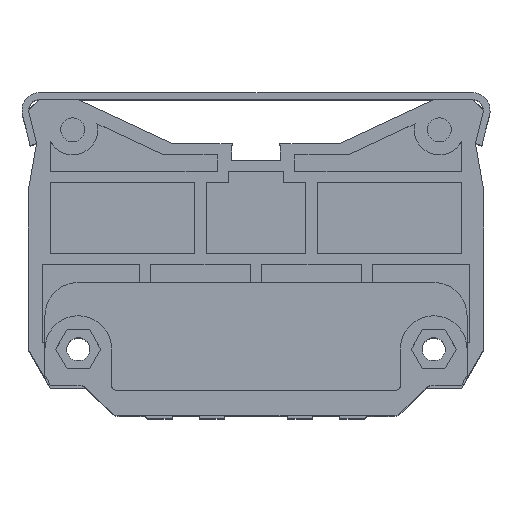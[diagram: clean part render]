
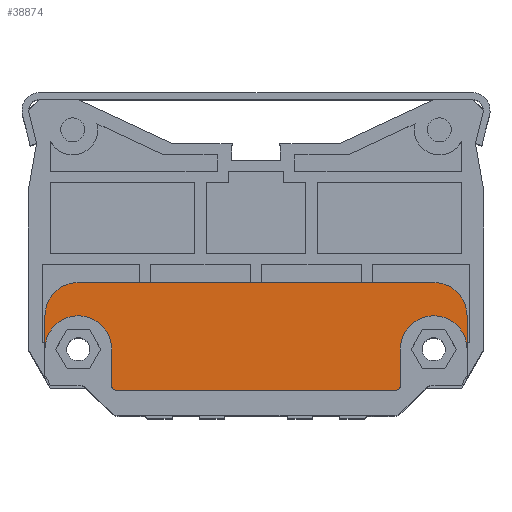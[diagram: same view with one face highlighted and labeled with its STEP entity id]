
A CAD part, top view. The second image highlights one B-rep face of the part: STEP entity #38874.
In plain terms, the highlighted planar face has unit normal (0, 0, 1).
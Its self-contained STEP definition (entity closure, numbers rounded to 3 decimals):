
#37489=DIRECTION('',(0.,-1.,0.));
#37490=VECTOR('',#37489,6.);
#37491=CARTESIAN_POINT('',(-38.001,41.22,23.5));
#37492=LINE('',#37491,#37490);
#37560=DIRECTION('',(0.,1.,0.));
#37561=VECTOR('',#37560,6.);
#37562=CARTESIAN_POINT('',(37.999,35.22,23.5));
#37563=LINE('',#37562,#37561);
#37773=CARTESIAN_POINT('',(-25.001,28.72,23.5));
#37774=DIRECTION('',(0.,0.,1.));
#37775=DIRECTION('',(-1.,0.,0.));
#37776=AXIS2_PLACEMENT_3D('',#37773,#37774,#37775);
#37778=DIRECTION('',(0.,-1.,0.));
#37779=VECTOR('',#37778,6.5);
#37780=CARTESIAN_POINT('',(-26.001,35.22,23.5));
#37781=LINE('',#37780,#37779);
#37782=CARTESIAN_POINT('',(-32.001,35.22,23.5));
#37783=DIRECTION('',(0.,0.,-1.));
#37784=DIRECTION('',(-1.,0.,0.));
#37785=AXIS2_PLACEMENT_3D('',#37782,#37783,#37784);
#37787=CARTESIAN_POINT('',(31.999,35.22,23.5));
#37788=DIRECTION('',(0.,0.,-1.));
#37789=DIRECTION('',(-1.,0.,0.));
#37790=AXIS2_PLACEMENT_3D('',#37787,#37788,#37789);
#37792=DIRECTION('',(0.,1.,0.));
#37793=VECTOR('',#37792,6.5);
#37794=CARTESIAN_POINT('',(25.999,28.72,23.5));
#37795=LINE('',#37794,#37793);
#37796=CARTESIAN_POINT('',(24.999,28.72,23.5));
#37797=DIRECTION('',(0.,0.,1.));
#37798=DIRECTION('',(0.,-1.,0.));
#37799=AXIS2_PLACEMENT_3D('',#37796,#37797,#37798);
#37801=DIRECTION('',(1.,0.,0.));
#37802=VECTOR('',#37801,3.34);
#37803=CARTESIAN_POINT('',(21.659,27.72,23.5));
#37804=LINE('',#37803,#37802);
#37805=DIRECTION('',(1.,0.,0.));
#37806=VECTOR('',#37805,5.32);
#37807=CARTESIAN_POINT('',(16.339,27.72,23.5));
#37808=LINE('',#37807,#37806);
#37809=DIRECTION('',(1.,0.,0.));
#37810=VECTOR('',#37809,32.68);
#37811=CARTESIAN_POINT('',(-16.341,27.72,23.5));
#37812=LINE('',#37811,#37810);
#37813=DIRECTION('',(1.,0.,0.));
#37814=VECTOR('',#37813,5.32);
#37815=CARTESIAN_POINT('',(-21.661,27.72,23.5));
#37816=LINE('',#37815,#37814);
#37817=DIRECTION('',(1.,0.,0.));
#37818=VECTOR('',#37817,3.34);
#37819=CARTESIAN_POINT('',(-25.001,27.72,23.5));
#37820=LINE('',#37819,#37818);
#37821=CARTESIAN_POINT('',(-32.001,41.22,23.5));
#37822=DIRECTION('',(0.,0.,1.));
#37823=DIRECTION('',(0.,1.,0.));
#37824=AXIS2_PLACEMENT_3D('',#37821,#37822,#37823);
#37830=DIRECTION('',(-1.,0.,0.));
#37831=VECTOR('',#37830,64.);
#37832=CARTESIAN_POINT('',(31.999,47.22,23.5));
#37833=LINE('',#37832,#37831);
#37838=CARTESIAN_POINT('',(31.999,41.22,23.5));
#37839=DIRECTION('',(0.,0.,1.));
#37840=DIRECTION('',(1.,0.,0.));
#37841=AXIS2_PLACEMENT_3D('',#37838,#37839,#37840);
#38179=CARTESIAN_POINT('',(37.999,41.22,23.5));
#38180=CARTESIAN_POINT('',(31.999,47.22,23.5));
#38181=VERTEX_POINT('',#38179);
#38182=VERTEX_POINT('',#38180);
#38183=CARTESIAN_POINT('',(-32.001,47.22,23.5));
#38184=VERTEX_POINT('',#38183);
#38185=CARTESIAN_POINT('',(-38.001,41.22,23.5));
#38186=VERTEX_POINT('',#38185);
#38187=CARTESIAN_POINT('',(-38.001,35.22,23.5));
#38188=VERTEX_POINT('',#38187);
#38189=CARTESIAN_POINT('',(37.999,35.22,23.5));
#38190=VERTEX_POINT('',#38189);
#38191=CARTESIAN_POINT('',(25.999,35.22,23.5));
#38192=VERTEX_POINT('',#38191);
#38193=CARTESIAN_POINT('',(-26.001,35.22,23.5));
#38194=VERTEX_POINT('',#38193);
#38267=CARTESIAN_POINT('',(-21.661,27.72,23.5));
#38268=CARTESIAN_POINT('',(-16.341,27.72,23.5));
#38269=VERTEX_POINT('',#38267);
#38270=VERTEX_POINT('',#38268);
#38271=CARTESIAN_POINT('',(16.339,27.72,23.5));
#38272=CARTESIAN_POINT('',(21.659,27.72,23.5));
#38273=VERTEX_POINT('',#38271);
#38274=VERTEX_POINT('',#38272);
#38283=CARTESIAN_POINT('',(-26.001,28.72,23.5));
#38284=CARTESIAN_POINT('',(-25.001,27.72,23.5));
#38285=VERTEX_POINT('',#38283);
#38286=VERTEX_POINT('',#38284);
#38287=CARTESIAN_POINT('',(24.999,27.72,23.5));
#38288=CARTESIAN_POINT('',(25.999,28.72,23.5));
#38289=VERTEX_POINT('',#38287);
#38290=VERTEX_POINT('',#38288);
#38848=CARTESIAN_POINT('',(31.999,47.22,23.5));
#38849=DIRECTION('',(0.,0.,1.));
#38850=DIRECTION('',(1.,0.,0.));
#38851=AXIS2_PLACEMENT_3D('',#38848,#38849,#38850);
#38852=PLANE('',#38851);
#38853=ORIENTED_EDGE('',*,*,#38508,.F.);
#38854=ORIENTED_EDGE('',*,*,#38493,.F.);
#38855=ORIENTED_EDGE('',*,*,#38478,.F.);
#38856=ORIENTED_EDGE('',*,*,#38463,.F.);
#38858=ORIENTED_EDGE('',*,*,#38857,.F.);
#38860=ORIENTED_EDGE('',*,*,#38859,.F.);
#38862=ORIENTED_EDGE('',*,*,#38861,.F.);
#38863=ORIENTED_EDGE('',*,*,#38599,.F.);
#38864=ORIENTED_EDGE('',*,*,#38584,.F.);
#38865=ORIENTED_EDGE('',*,*,#38569,.F.);
#38866=ORIENTED_EDGE('',*,*,#38554,.F.);
#38867=ORIENTED_EDGE('',*,*,#38539,.F.);
#38868=ORIENTED_EDGE('',*,*,#38815,.F.);
#38869=ORIENTED_EDGE('',*,*,#38531,.F.);
#38870=ORIENTED_EDGE('',*,*,#38801,.F.);
#38871=ORIENTED_EDGE('',*,*,#38523,.F.);
#38872=EDGE_LOOP('',(#38853,#38854,#38855,#38856,#38858,#38860,#38862,#38863,
#38864,#38865,#38866,#38867,#38868,#38869,#38870,#38871));
#38873=FACE_OUTER_BOUND('',#38872,.F.);
#38874=ADVANCED_FACE('',(#38873),#38852,.T.);
#37777=CIRCLE('',#37776,1.);
#37786=CIRCLE('',#37785,6.);
#37791=CIRCLE('',#37790,6.);
#37800=CIRCLE('',#37799,1.);
#37825=CIRCLE('',#37824,6.);
#37842=CIRCLE('',#37841,6.);
#38463=EDGE_CURVE('',#38186,#38188,#37492,.T.);
#38478=EDGE_CURVE('',#38188,#38194,#37786,.T.);
#38493=EDGE_CURVE('',#38194,#38285,#37781,.T.);
#38508=EDGE_CURVE('',#38285,#38286,#37777,.T.);
#38523=EDGE_CURVE('',#38286,#38269,#37820,.T.);
#38531=EDGE_CURVE('',#38270,#38273,#37812,.T.);
#38539=EDGE_CURVE('',#38274,#38289,#37804,.T.);
#38554=EDGE_CURVE('',#38289,#38290,#37800,.T.);
#38569=EDGE_CURVE('',#38290,#38192,#37795,.T.);
#38584=EDGE_CURVE('',#38192,#38190,#37791,.T.);
#38599=EDGE_CURVE('',#38190,#38181,#37563,.T.);
#38801=EDGE_CURVE('',#38269,#38270,#37816,.T.);
#38815=EDGE_CURVE('',#38273,#38274,#37808,.T.);
#38857=EDGE_CURVE('',#38184,#38186,#37825,.T.);
#38859=EDGE_CURVE('',#38182,#38184,#37833,.T.);
#38861=EDGE_CURVE('',#38181,#38182,#37842,.T.);
